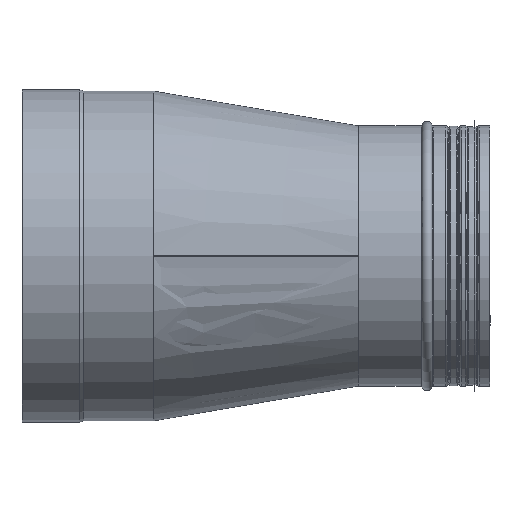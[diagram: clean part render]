
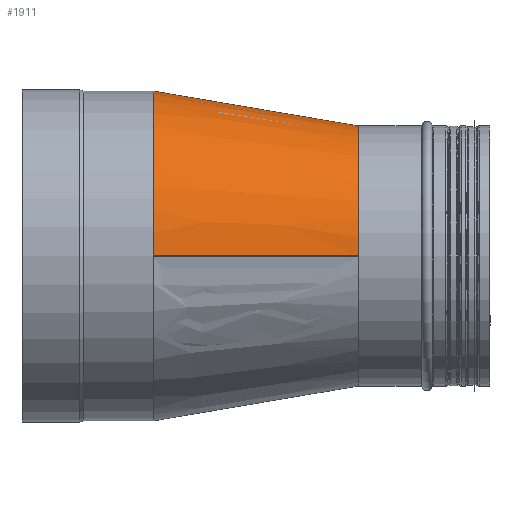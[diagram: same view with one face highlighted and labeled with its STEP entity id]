
A CAD part, left-side view. The second image highlights one B-rep face of the part: STEP entity #1911.
In plain terms, the highlighted free-form (B-spline) face has degree [3, 3] with [4, 10] control points.
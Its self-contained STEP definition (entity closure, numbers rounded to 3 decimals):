
#327=FACE_OUTER_BOUND('',#462,.T.);
#462=EDGE_LOOP('',(#1273,#1274,#1275,#1276));
#839=B_SPLINE_CURVE_WITH_KNOTS('',3,(#3009,#3010,#3011,#3012),
 .UNSPECIFIED.,.F.,.F.,(4,4),(1.01,24.336),
 .UNSPECIFIED.);
#842=B_SPLINE_CURVE_WITH_KNOTS('',3,(#3119,#3120,#3121,#3122,#3123,#3124,
#3125,#3126,#3127,#3128,#3129,#3130,#3131,#3132,#3133,#3134,#3135,#3136,
#3137,#3138,#3139,#3140),.UNSPECIFIED.,.F.,.F.,(4,3,3,3,3,3,3,4),(3.143,
3.367,3.592,3.816,4.04,4.339,
4.489,4.685),.UNSPECIFIED.);
#845=B_SPLINE_CURVE_WITH_KNOTS('',3,(#3411,#3412,#3413,#3414,#3415,#3416,
#3417,#3418,#3419,#3420,#3421),.UNSPECIFIED.,.F.,.F.,(4,1,1,1,1,1,1,1,4),
(1.598,1.645,1.794,1.944,2.243,
2.467,2.692,2.916,3.14),
 .UNSPECIFIED.);
#847=B_SPLINE_CURVE_WITH_KNOTS('',3,(#3473,#3474,#3475,#3476),
 .UNSPECIFIED.,.F.,.F.,(4,4),(-1.289,-0.005),
 .UNSPECIFIED.);
#852=VERTEX_POINT('',#3007);
#853=VERTEX_POINT('',#3008);
#858=VERTEX_POINT('',#3093);
#861=VERTEX_POINT('',#3410);
#996=EDGE_CURVE('',#852,#853,#839,.T.);
#1003=EDGE_CURVE('',#853,#858,#842,.T.);
#1009=EDGE_CURVE('',#861,#852,#845,.T.);
#1012=EDGE_CURVE('',#858,#861,#847,.T.);
#1273=ORIENTED_EDGE('',*,*,#996,.T.);
#1274=ORIENTED_EDGE('',*,*,#1003,.T.);
#1275=ORIENTED_EDGE('',*,*,#1012,.T.);
#1276=ORIENTED_EDGE('',*,*,#1009,.T.);
#1763=B_SPLINE_SURFACE_WITH_KNOTS('',3,3,((#3433,#3434,#3435,#3436,#3437,
#3438,#3439,#3440,#3441,#3442),(#3443,#3444,#3445,#3446,#3447,#3448,#3449,
#3450,#3451,#3452),(#3453,#3454,#3455,#3456,#3457,#3458,#3459,#3460,#3461,
#3462),(#3463,#3464,#3465,#3466,#3467,#3468,#3469,#3470,#3471,#3472)),
 .UNSPECIFIED.,.F.,.F.,.F.,(4,4),(4,1,1,1,1,1,1,4),(0.005,
1.415),(-3.142,-2.917,-2.693,
-2.469,-2.245,-2.021,-1.796,
-1.572),.UNSPECIFIED.);
#1911=ADVANCED_FACE('',(#327),#1763,.F.);
#3007=CARTESIAN_POINT('',(201.,0.,0.251));
#3008=CARTESIAN_POINT('',(201.,250.,0.252));
#3009=CARTESIAN_POINT('Ctrl Pts',(201.,0.,0.251));
#3010=CARTESIAN_POINT('Ctrl Pts',(201.,78.944,0.251));
#3011=CARTESIAN_POINT('Ctrl Pts',(201.,171.061,0.251));
#3012=CARTESIAN_POINT('Ctrl Pts',(201.,250.,0.252));
#3093=CARTESIAN_POINT('',(46.833,250.163,158.427));
#3119=CARTESIAN_POINT('Ctrl Pts',(201.,250.,0.252));
#3120=CARTESIAN_POINT('Ctrl Pts',(200.981,250.,12.101));
#3121=CARTESIAN_POINT('Ctrl Pts',(199.628,250.001,23.948));
#3122=CARTESIAN_POINT('Ctrl Pts',(196.974,250.004,35.497));
#3123=CARTESIAN_POINT('Ctrl Pts',(194.321,250.007,47.046));
#3124=CARTESIAN_POINT('Ctrl Pts',(190.367,250.011,58.297));
#3125=CARTESIAN_POINT('Ctrl Pts',(185.211,250.017,68.965));
#3126=CARTESIAN_POINT('Ctrl Pts',(180.054,250.022,79.634));
#3127=CARTESIAN_POINT('Ctrl Pts',(173.696,250.029,89.721));
#3128=CARTESIAN_POINT('Ctrl Pts',(166.296,250.037,98.976));
#3129=CARTESIAN_POINT('Ctrl Pts',(158.897,250.045,108.232));
#3130=CARTESIAN_POINT('Ctrl Pts',(150.456,250.054,116.657));
#3131=CARTESIAN_POINT('Ctrl Pts',(141.182,250.064,124.033));
#3132=CARTESIAN_POINT('Ctrl Pts',(128.817,250.077,133.867));
#3133=CARTESIAN_POINT('Ctrl Pts',(114.972,250.092,141.837));
#3134=CARTESIAN_POINT('Ctrl Pts',(100.26,250.107,147.596));
#3135=CARTESIAN_POINT('Ctrl Pts',(92.904,250.115,150.476));
#3136=CARTESIAN_POINT('Ctrl Pts',(85.331,250.123,152.804));
#3137=CARTESIAN_POINT('Ctrl Pts',(77.628,250.131,154.552));
#3138=CARTESIAN_POINT('Ctrl Pts',(67.522,250.142,156.845));
#3139=CARTESIAN_POINT('Ctrl Pts',(57.191,250.152,158.141));
#3140=CARTESIAN_POINT('Ctrl Pts',(46.833,250.163,158.425));
#3410=CARTESIAN_POINT('',(5.495,0.163,200.911));
#3411=CARTESIAN_POINT('Ctrl Pts',(5.496,0.163,200.912));
#3412=CARTESIAN_POINT('Ctrl Pts',(8.63,0.161,200.827));
#3413=CARTESIAN_POINT('Ctrl Pts',(21.771,0.15,200.164));
#3414=CARTESIAN_POINT('Ctrl Pts',(44.749,0.131,196.712));
#3415=CARTESIAN_POINT('Ctrl Pts',(83.168,0.099,184.912));
#3416=CARTESIAN_POINT('Ctrl Pts',(122.669,0.066,162.151));
#3417=CARTESIAN_POINT('Ctrl Pts',(158.346,0.036,126.53));
#3418=CARTESIAN_POINT('Ctrl Pts',(182.527,0.016,88.143));
#3419=CARTESIAN_POINT('Ctrl Pts',(197.558,0.003,
45.332));
#3420=CARTESIAN_POINT('Ctrl Pts',(200.981,0.,
15.28));
#3421=CARTESIAN_POINT('Ctrl Pts',(201.,0.,0.251));
#3433=CARTESIAN_POINT('Ctrl Pts',(5.495,0.163,200.911));
#3434=CARTESIAN_POINT('Ctrl Pts',(20.108,-2.253,200.911));
#3435=CARTESIAN_POINT('Ctrl Pts',(49.333,-7.086,197.53));
#3436=CARTESIAN_POINT('Ctrl Pts',(90.976,-13.972,182.57));
#3437=CARTESIAN_POINT('Ctrl Pts',(128.336,-20.15,158.465));
#3438=CARTESIAN_POINT('Ctrl Pts',(159.549,-25.311,126.433));
#3439=CARTESIAN_POINT('Ctrl Pts',(183.045,-29.197,88.068));
#3440=CARTESIAN_POINT('Ctrl Pts',(197.654,-31.613,45.298));
#3441=CARTESIAN_POINT('Ctrl Pts',(200.981,-32.163,15.273));
#3442=CARTESIAN_POINT('Ctrl Pts',(201.,-32.166,0.258));
#3443=CARTESIAN_POINT('Ctrl Pts',(20.634,91.715,185.353));
#3444=CARTESIAN_POINT('Ctrl Pts',(34.115,89.486,185.353));
#3445=CARTESIAN_POINT('Ctrl Pts',(61.077,85.028,182.234));
#3446=CARTESIAN_POINT('Ctrl Pts',(99.496,78.675,168.432));
#3447=CARTESIAN_POINT('Ctrl Pts',(133.963,72.975,146.194));
#3448=CARTESIAN_POINT('Ctrl Pts',(162.759,68.213,116.642));
#3449=CARTESIAN_POINT('Ctrl Pts',(184.436,64.628,81.248));
#3450=CARTESIAN_POINT('Ctrl Pts',(197.913,62.4,41.79));
#3451=CARTESIAN_POINT('Ctrl Pts',(200.983,61.892,14.09));
#3452=CARTESIAN_POINT('Ctrl Pts',(201.,61.889,0.238));
#3453=CARTESIAN_POINT('Ctrl Pts',(35.772,183.268,169.795));
#3454=CARTESIAN_POINT('Ctrl Pts',(48.122,181.226,169.795));
#3455=CARTESIAN_POINT('Ctrl Pts',(72.821,177.141,166.937));
#3456=CARTESIAN_POINT('Ctrl Pts',(108.016,171.322,154.294));
#3457=CARTESIAN_POINT('Ctrl Pts',(139.59,166.1,133.922));
#3458=CARTESIAN_POINT('Ctrl Pts',(165.969,161.738,106.851));
#3459=CARTESIAN_POINT('Ctrl Pts',(185.826,158.454,74.428));
#3460=CARTESIAN_POINT('Ctrl Pts',(198.172,156.412,38.282));
#3461=CARTESIAN_POINT('Ctrl Pts',(200.984,155.947,12.907));
#3462=CARTESIAN_POINT('Ctrl Pts',(201.,155.945,0.218));
#3463=CARTESIAN_POINT('Ctrl Pts',(50.91,274.82,154.237));
#3464=CARTESIAN_POINT('Ctrl Pts',(62.129,272.965,154.237));
#3465=CARTESIAN_POINT('Ctrl Pts',(84.565,269.255,151.641));
#3466=CARTESIAN_POINT('Ctrl Pts',(116.536,263.968,140.156));
#3467=CARTESIAN_POINT('Ctrl Pts',(145.217,259.225,121.651));
#3468=CARTESIAN_POINT('Ctrl Pts',(169.179,255.263,97.06));
#3469=CARTESIAN_POINT('Ctrl Pts',(187.217,252.279,67.608));
#3470=CARTESIAN_POINT('Ctrl Pts',(198.431,250.425,34.774));
#3471=CARTESIAN_POINT('Ctrl Pts',(200.985,250.002,11.725));
#3472=CARTESIAN_POINT('Ctrl Pts',(201.,250.,0.198));
#3473=CARTESIAN_POINT('Ctrl Pts',(46.833,250.163,158.427));
#3474=CARTESIAN_POINT('Ctrl Pts',(33.054,166.83,172.589));
#3475=CARTESIAN_POINT('Ctrl Pts',(19.275,83.496,186.75));
#3476=CARTESIAN_POINT('Ctrl Pts',(5.495,0.163,200.911));
